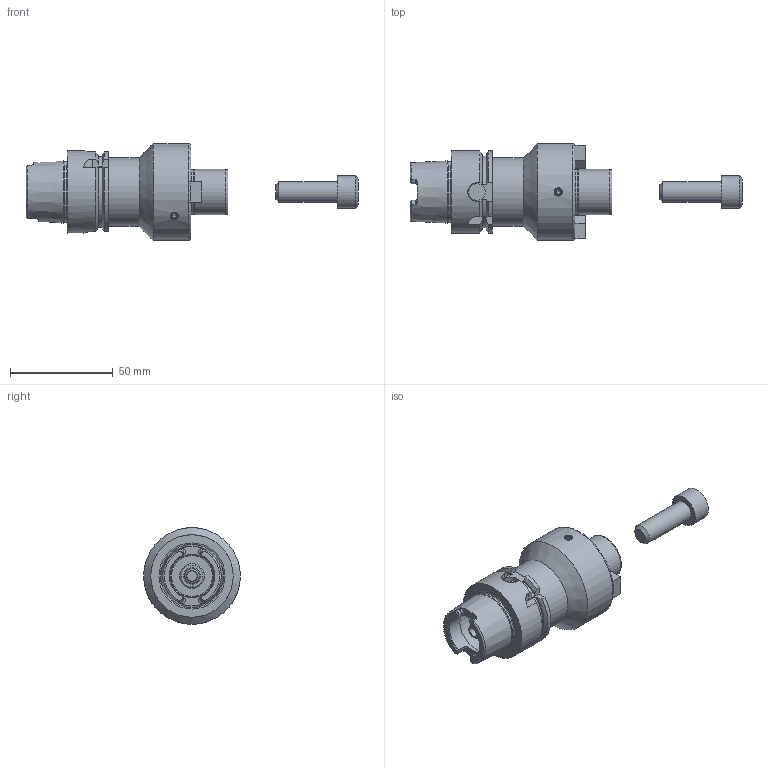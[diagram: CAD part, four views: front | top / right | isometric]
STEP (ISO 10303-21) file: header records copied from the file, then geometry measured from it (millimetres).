
FILE_DESCRIPTION((''),'2;1');
FILE_NAME('535013622060-3D.stp','2020-04-28T18:40:53',('nttooll'),(''),'Autodesk Inventor 2012','Autodesk Inventor 2012','');
FILE_SCHEMA(('AUTOMOTIVE_DESIGN { 1 0 10303 214 1 1 1 1 }'));
Length unit declared in the file: millimetre
Products named in the file (1): 535013622060-3D
Bounding box: 161.2 x 47 x 47 mm (x, y, z)
Volume: 86339 mm3; surface area: 23042.5 mm2
Topology: 2 solids, 5 shells, 222 faces, 516 edges, 313 vertices
Faces by surface type: plane 76, cylinder 65, cone 55, torus 20, sphere 6
Full cylindrical faces by diameter (mm): 2.309 x3, 2.5 x6, 3 x3, 3.4 x3, 4 x6, 5 x1, 5.103 x1, 6.5 x1, 7.5 x1, 8 x2, 8.7 x1, 9.238 x1, 10 x2, 10.5 x1, 12 x1, 16 x1, 21 x1, 21.6 x1, 21.8 x1, 22 x1, 25.5 x1, 29.8 x1, 33.5 x1, 40 x1, 47 x1
Entity records: 6128 total; most frequent: CARTESIAN_POINT 1548, DIRECTION 977, ORIENTED_EDGE 812, AXIS2_PLACEMENT_3D 414, EDGE_CURVE 406, EDGE_LOOP 331, VERTEX_POINT 292, FACE_OUTER_BOUND 222
